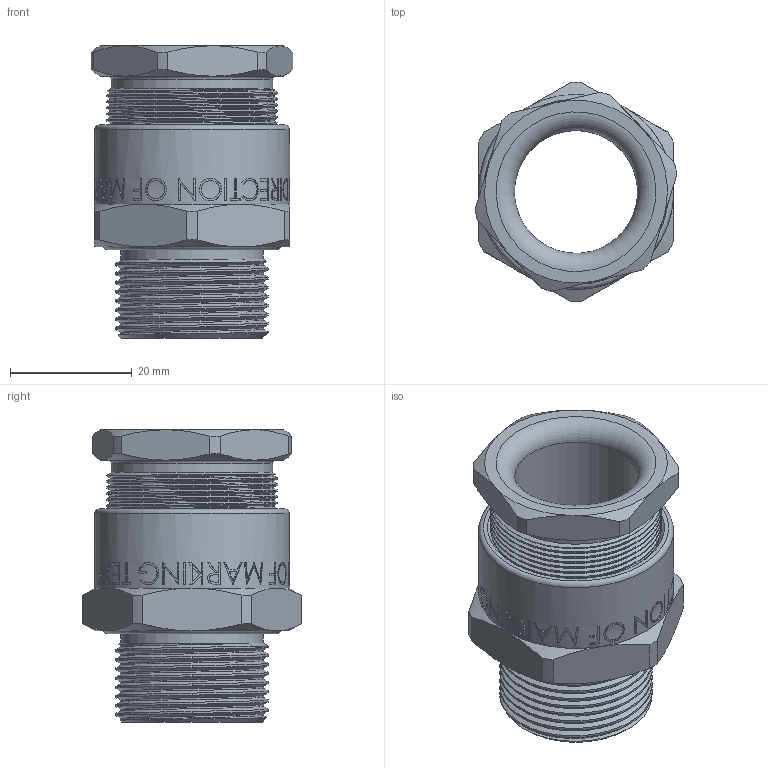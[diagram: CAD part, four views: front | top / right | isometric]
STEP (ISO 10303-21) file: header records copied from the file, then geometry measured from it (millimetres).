
FILE_DESCRIPTION(('HOOPS Exchange Step'),'2;1');
FILE_NAME('m25-d1-15mm-e204-622-conversion.step','2025-03-21T08:09:15+00:00',('root'),('Unknown organisation'),'HOOPS Exchange 2024.3','HOOPS Exchange','Unknown authorisation');
FILE_SCHEMA( ('AP242_MANAGED_MODEL_BASED_3D_ENGINEERING_MIM_LF {1 0 10303 442 1 1 4 }') );
Length unit declared in the file: millimetre
Products named in the file (2): Default; m25-d1-15mm-e204-622-step
Assembly tree (1 placements, depth 2):
  m25-d1-15mm-e204-622-step
    Default
Bounding box: 33.13 x 35.95 x 48 mm (x, y, z)
Volume: 16040.7 mm3; surface area: 15357.5 mm2
Topology: 5 solids, 5 shells, 798 faces, 2130 edges, 1412 vertices
Faces by surface type: plane 339, bspline 142, extrusion 141, cylinder 134, cone 35, torus 7
Full cylindrical faces by diameter (mm): 20.2 x2, 20.3 x1, 20.5 x1, 23.3 x1, 23.5 x8, 25 x7, 25.723 x1, 26.5 x1, 26.8 x2, 27 x23, 28 x22, 32 x1
Entity records: 78879 total; most frequent: CARTESIAN_POINT 60706, ORIENTED_EDGE 4260, DIRECTION 2762, EDGE_CURVE 2130, VERTEX_POINT 1412, VECTOR 1030, B_SPLINE_CURVE_WITH_KNOTS 924, LINE 889
